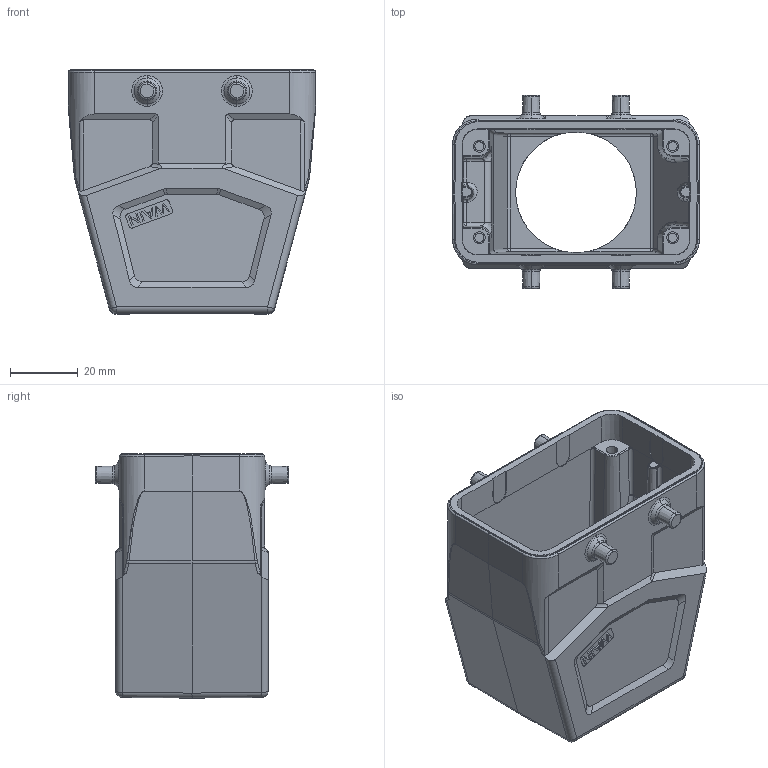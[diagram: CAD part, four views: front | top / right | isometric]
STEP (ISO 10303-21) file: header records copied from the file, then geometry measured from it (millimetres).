
FILE_DESCRIPTION((''),'2;1');
FILE_NAME('3D_1111109305003_W10B-BEH-4B_V1','2024-03-19T',('13843'),(''),'PRO/ENGINEER BY PARAMETRIC TECHNOLOGY CORPORATION, 2012480','PRO/ENGINEER BY PARAMETRIC TECHNOLOGY CORPORATION, 2012480','');
FILE_SCHEMA(('CONFIG_CONTROL_DESIGN'));
Length unit declared in the file: millimetre
Products named in the file (1): 3D_1111109305003_W10B-BEH-4B_V1
Bounding box: 73 x 57 x 72 mm (x, y, z)
Volume: 61401.3 mm3; surface area: 31526.6 mm2
Topology: 1 solids, 1 shells, 503 faces, 1323 edges, 829 vertices
Faces by surface type: plane 223, cylinder 135, bspline 37, torus 37, cone 32, extrusion 21, sphere 18
Entity records: 18748 total; most frequent: CARTESIAN_POINT 6687, ORIENTED_EDGE 2610, DIRECTION 2285, EDGE_CURVE 1305, VERTEX_POINT 829, AXIS2_PLACEMENT_3D 769, VECTOR 747, LINE 726
